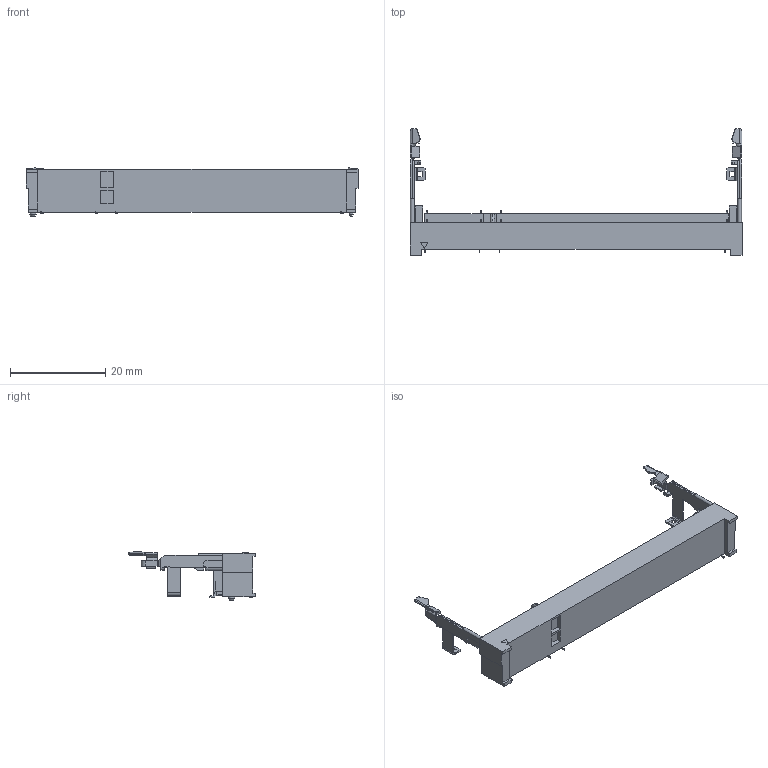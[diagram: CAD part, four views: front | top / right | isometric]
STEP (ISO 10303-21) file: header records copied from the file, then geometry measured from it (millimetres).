
FILE_DESCRIPTION((''),'2;1');
FILE_NAME('TYCO_1981284-4.stp','2010-11-22T16:05:01',(''),(''),'Mechanical Desktop 2011','Mechanical Desktop 2011',', , ');
FILE_SCHEMA(('AUTOMOTIVE_DESIGN { 1 2 10303 214 1 1 1 1 }'));
Length unit declared in the file: millimetre
Products named in the file (1): Product
Bounding box: 69.7 x 26.55 x 10.2 mm (x, y, z)
Volume: 4019.8 mm3; surface area: 3666.5 mm2
Topology: 18 solids, 18 shells, 1189 faces, 3395 edges, 2247 vertices
Faces by surface type: plane 861, cylinder 304, bspline 18, cone 4, torus 2
Entity records: 39030 total; most frequent: CARTESIAN_POINT 7448, ORIENTED_EDGE 6790, DIRECTION 6319, EDGE_CURVE 3395, VECTOR 2763, LINE 2763, VERTEX_POINT 2247, AXIS2_PLACEMENT_3D 1778
